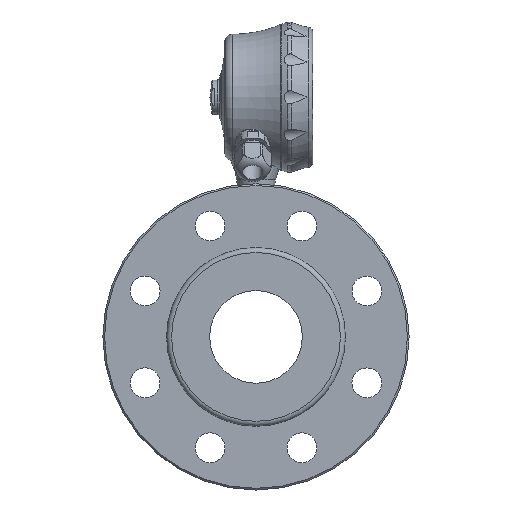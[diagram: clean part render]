
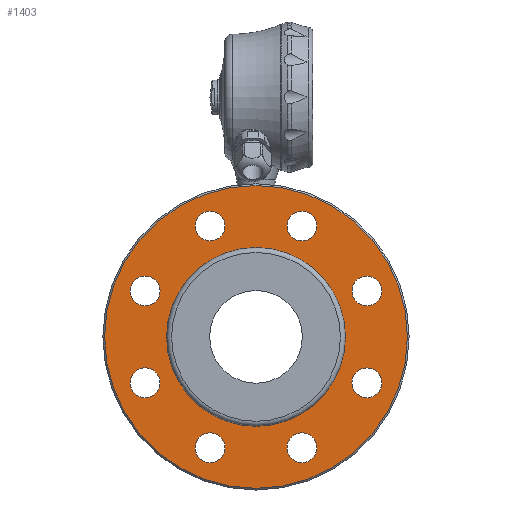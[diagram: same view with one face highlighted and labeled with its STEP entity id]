
A CAD part, front view. The second image highlights one B-rep face of the part: STEP entity #1403.
In plain terms, the highlighted planar face has unit normal (0, -1, 0).
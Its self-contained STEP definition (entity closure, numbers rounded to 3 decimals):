
#1403 = ADVANCED_FACE( '', ( #3000, #3001, #3002, #3003, #3004, #3005, #3006, #3007, #3008, #3009 ), #3010, .T. );
#3000 = FACE_OUTER_BOUND( '', #5258, .T. );
#3001 = FACE_BOUND( '', #5259, .T. );
#3002 = FACE_BOUND( '', #5260, .T. );
#3003 = FACE_BOUND( '', #5261, .T. );
#3004 = FACE_BOUND( '', #5262, .T. );
#3005 = FACE_BOUND( '', #5263, .T. );
#3006 = FACE_BOUND( '', #5264, .T. );
#3007 = FACE_BOUND( '', #5265, .T. );
#3008 = FACE_BOUND( '', #5266, .T. );
#3009 = FACE_BOUND( '', #5267, .T. );
#3010 = PLANE( '', #5268 );
#5258 = EDGE_LOOP( '', ( #9586 ) );
#5259 = EDGE_LOOP( '', ( #9587 ) );
#5260 = EDGE_LOOP( '', ( #9588 ) );
#5261 = EDGE_LOOP( '', ( #9589 ) );
#5262 = EDGE_LOOP( '', ( #9590 ) );
#5263 = EDGE_LOOP( '', ( #9591 ) );
#5264 = EDGE_LOOP( '', ( #9592 ) );
#5265 = EDGE_LOOP( '', ( #9593 ) );
#5266 = EDGE_LOOP( '', ( #9594 ) );
#5267 = EDGE_LOOP( '', ( #9595 ) );
#5268 = AXIS2_PLACEMENT_3D( '', #9596, #9597, #9598 );
#9586 = ORIENTED_EDGE( '', *, *, #10358, .T. );
#9587 = ORIENTED_EDGE( '', *, *, #11144, .F. );
#9588 = ORIENTED_EDGE( '', *, *, #11922, .F. );
#9589 = ORIENTED_EDGE( '', *, *, #10319, .F. );
#9590 = ORIENTED_EDGE( '', *, *, #11437, .F. );
#9591 = ORIENTED_EDGE( '', *, *, #11620, .F. );
#9592 = ORIENTED_EDGE( '', *, *, #11823, .F. );
#9593 = ORIENTED_EDGE( '', *, *, #11829, .F. );
#9594 = ORIENTED_EDGE( '', *, *, #10854, .F. );
#9595 = ORIENTED_EDGE( '', *, *, #10702, .F. );
#9596 = CARTESIAN_POINT( '', ( 0., -93., 54. ) );
#9597 = DIRECTION( '', ( 0., -1., 0. ) );
#9598 = DIRECTION( '', ( 0., 0., 1. ) );
#10319 = EDGE_CURVE( '', #12117, #12117, #12118, .T. );
#10358 = EDGE_CURVE( '', #12186, #12186, #12187, .T. );
#10702 = EDGE_CURVE( '', #12789, #12789, #12790, .T. );
#10854 = EDGE_CURVE( '', #13038, #13038, #13039, .T. );
#11144 = EDGE_CURVE( '', #13500, #13500, #13501, .T. );
#11437 = EDGE_CURVE( '', #13928, #13928, #13929, .T. );
#11620 = EDGE_CURVE( '', #14165, #14165, #14166, .T. );
#11823 = EDGE_CURVE( '', #14409, #14409, #14410, .T. );
#11829 = EDGE_CURVE( '', #14417, #14417, #14418, .T. );
#11922 = EDGE_CURVE( '', #14534, #14534, #14535, .T. );
#12117 = VERTEX_POINT( '', #14820 );
#12118 = CIRCLE( '', #14821, 9. );
#12186 = VERTEX_POINT( '', #14954 );
#12187 = CIRCLE( '', #14955, 91.5 );
#12789 = VERTEX_POINT( '', #16573 );
#12790 = CIRCLE( '', #16574, 54. );
#13038 = VERTEX_POINT( '', #17086 );
#13039 = CIRCLE( '', #17087, 9. );
#13500 = VERTEX_POINT( '', #19180 );
#13501 = CIRCLE( '', #19181, 9. );
#13928 = VERTEX_POINT( '', #19990 );
#13929 = CIRCLE( '', #19991, 9. );
#14165 = VERTEX_POINT( '', #20473 );
#14166 = CIRCLE( '', #20474, 9. );
#14409 = VERTEX_POINT( '', #20946 );
#14410 = CIRCLE( '', #20947, 9. );
#14417 = VERTEX_POINT( '', #20963 );
#14418 = CIRCLE( '', #20964, 9. );
#14534 = VERTEX_POINT( '', #21284 );
#14535 = CIRCLE( '', #21285, 9. );
#14820 = CARTESIAN_POINT( '', ( 34.109, -93., -60.617 ) );
#14821 = AXIS2_PLACEMENT_3D( '', #21539, #21540, #21541 );
#14954 = CARTESIAN_POINT( '', ( 0., -93., 91.5 ) );
#14955 = AXIS2_PLACEMENT_3D( '', #21580, #21581, #21582 );
#16573 = CARTESIAN_POINT( '', ( 0., -93., 54. ) );
#16574 = AXIS2_PLACEMENT_3D( '', #22013, #22014, #22015 );
#17086 = CARTESIAN_POINT( '', ( 18.745, -93., 66.981 ) );
#17087 = AXIS2_PLACEMENT_3D( '', #22178, #22179, #22180 );
#19180 = CARTESIAN_POINT( '', ( 60.617, -93., 34.109 ) );
#19181 = AXIS2_PLACEMENT_3D( '', #22469, #22470, #22471 );
#19990 = CARTESIAN_POINT( '', ( -18.745, -93., -66.981 ) );
#19991 = AXIS2_PLACEMENT_3D( '', #22843, #22844, #22845 );
#20473 = CARTESIAN_POINT( '', ( -60.617, -93., -34.109 ) );
#20474 = AXIS2_PLACEMENT_3D( '', #23011, #23012, #23013 );
#20946 = CARTESIAN_POINT( '', ( -66.981, -93., 18.745 ) );
#20947 = AXIS2_PLACEMENT_3D( '', #23164, #23165, #23166 );
#20963 = CARTESIAN_POINT( '', ( -34.109, -93., 60.617 ) );
#20964 = AXIS2_PLACEMENT_3D( '', #23170, #23171, #23172 );
#21284 = CARTESIAN_POINT( '', ( 66.981, -93., -18.745 ) );
#21285 = AXIS2_PLACEMENT_3D( '', #23224, #23225, #23226 );
#21539 = CARTESIAN_POINT( '', ( 27.745, -93., -66.981 ) );
#21540 = DIRECTION( '', ( 0., -1., 0. ) );
#21541 = DIRECTION( '', ( 0.707, 0., 0.707 ) );
#21580 = CARTESIAN_POINT( '', ( 0., -93., 0. ) );
#21581 = DIRECTION( '', ( 0., -1., 0. ) );
#21582 = DIRECTION( '', ( 0., 0., 1. ) );
#22013 = CARTESIAN_POINT( '', ( 0., -93., 0. ) );
#22014 = DIRECTION( '', ( 0., -1., 0. ) );
#22015 = DIRECTION( '', ( 0., 0., 1. ) );
#22178 = CARTESIAN_POINT( '', ( 27.745, -93., 66.981 ) );
#22179 = DIRECTION( '', ( 0., -1., 0. ) );
#22180 = DIRECTION( '', ( -1., 0., 0. ) );
#22469 = CARTESIAN_POINT( '', ( 66.981, -93., 27.745 ) );
#22470 = DIRECTION( '', ( 0., -1., 0. ) );
#22471 = DIRECTION( '', ( -0.707, 0., 0.707 ) );
#22843 = CARTESIAN_POINT( '', ( -27.745, -93., -66.981 ) );
#22844 = DIRECTION( '', ( 0., -1., 0. ) );
#22845 = DIRECTION( '', ( 1., 0., 0. ) );
#23011 = CARTESIAN_POINT( '', ( -66.981, -93., -27.745 ) );
#23012 = DIRECTION( '', ( 0., -1., 0. ) );
#23013 = DIRECTION( '', ( 0.707, 0., -0.707 ) );
#23164 = CARTESIAN_POINT( '', ( -66.981, -93., 27.745 ) );
#23165 = DIRECTION( '', ( 0., -1., 0. ) );
#23166 = DIRECTION( '', ( 0., 0., -1. ) );
#23170 = CARTESIAN_POINT( '', ( -27.745, -93., 66.981 ) );
#23171 = DIRECTION( '', ( 0., -1., 0. ) );
#23172 = DIRECTION( '', ( -0.707, 0., -0.707 ) );
#23224 = CARTESIAN_POINT( '', ( 66.981, -93., -27.745 ) );
#23225 = DIRECTION( '', ( 0., -1., 0. ) );
#23226 = DIRECTION( '', ( 0., 0., 1. ) );
